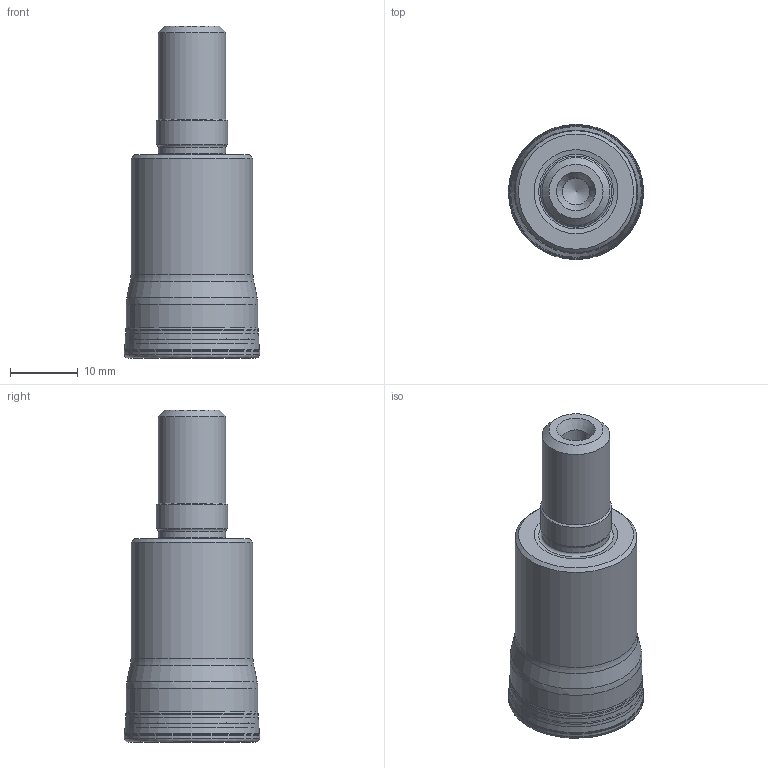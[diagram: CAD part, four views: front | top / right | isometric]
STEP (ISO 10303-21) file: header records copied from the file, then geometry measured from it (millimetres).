
FILE_DESCRIPTION(/* description */ (''),/* implementation_level */ '2;1');
FILE_NAME(/* name */ '20A3R030M10_SWN04C_C_115009327ndi000_00_SIM.stp',/* time_stamp */ '2020-01-15T12:10:20+01:00',/* author */ (''),/* organization */ (''),/* preprocessor_version */ 'ST-DEVELOPER v16.7',/* originating_system */ 'SIEMENS PLM Software NX 12.0',/* authorisation */ '');
FILE_SCHEMA (('AUTOMOTIVE_DESIGN { 1 0 10303 214 3 1 1 1 }'));
Length unit declared in the file: millimetre
Products named in the file (1): wq703E4427154vcl
Bounding box: 19.97 x 19.97 x 49.01 mm (x, y, z)
Volume: 10293.5 mm3; surface area: 4075.7 mm2
Topology: 2 solids, 2 shells, 84 faces, 166 edges, 86 vertices
Faces by surface type: revolution 56, cone 11, cylinder 6, torus 5, plane 4, bspline 2
Full cylindrical faces by diameter (mm): 4 x1, 10 x2, 10.5 x1, 18 x1, 19.468 x1
Entity records: 2173 total; most frequent: CARTESIAN_POINT 712, DIRECTION 276, FACE_BOUND 166, EDGE_LOOP 166, ORIENTED_EDGE 166, AXIS2_PLACEMENT_3D 110, ADVANCED_FACE 84, VERTEX_POINT 84
